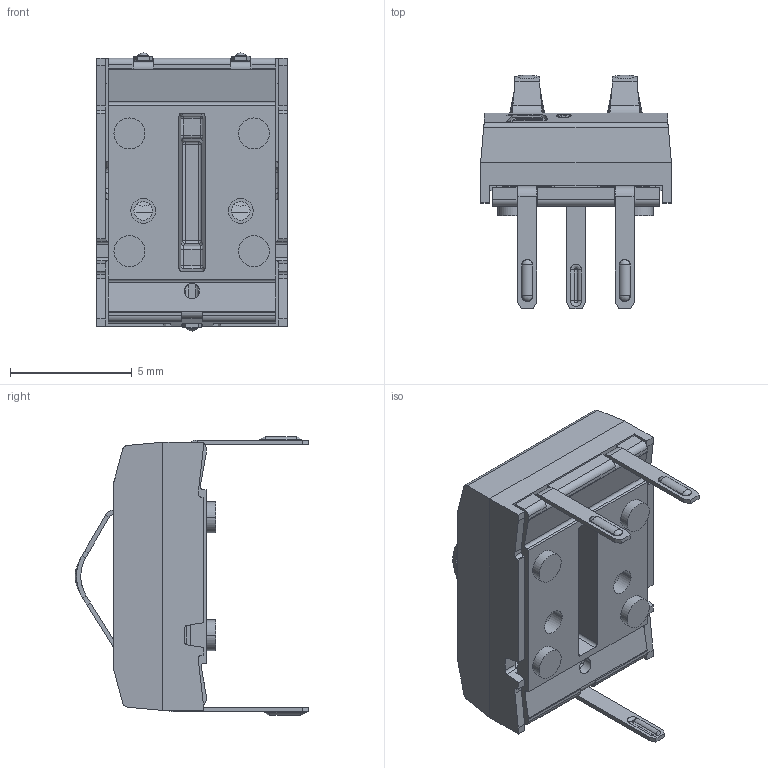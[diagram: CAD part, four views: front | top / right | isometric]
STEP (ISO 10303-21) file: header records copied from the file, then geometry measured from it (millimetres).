
FILE_DESCRIPTION((''),'2;1');
FILE_NAME('33756-73703','2021-04-30T11:12:27',('RICKB'),('Bourns, Inc.'),'CREO PARAMETRIC BY PTC INC, 2018050','CREO PARAMETRIC BY PTC INC, 2018050','');
FILE_SCHEMA(('AUTOMOTIVE_DESIGN { 1 0 10303 214 1 1 1 1 }'));
Length unit declared in the file: inch
Products named in the file (1): 33756-73703
Bounding box: 7.82 x 9.57 x 11.4 mm (x, y, z)
Volume: 162.9 mm3; surface area: 724.1 mm2
Topology: 1 solids, 1 shells, 667 faces, 1819 edges, 1130 vertices
Faces by surface type: plane 419, cylinder 174, bspline 42, sphere 20, torus 12
Entity records: 28942 total; most frequent: CARTESIAN_POINT 6819, ORIENTED_EDGE 3598, DIRECTION 3243, PRESENTATION_STYLE_ASSIGNMENT 1808, STYLED_ITEM 1800, CURVE_STYLE 1799, EDGE_CURVE 1799, VECTOR 1281
